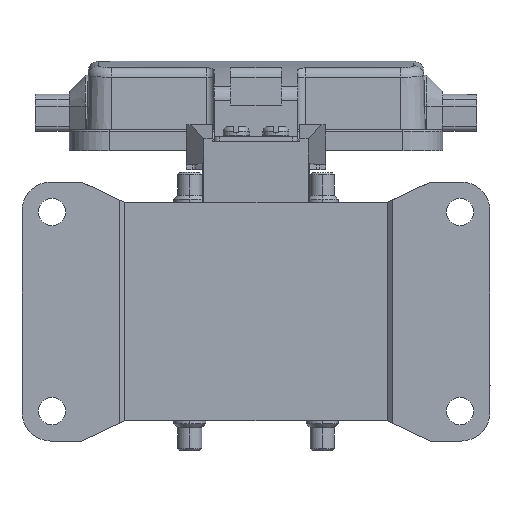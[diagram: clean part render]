
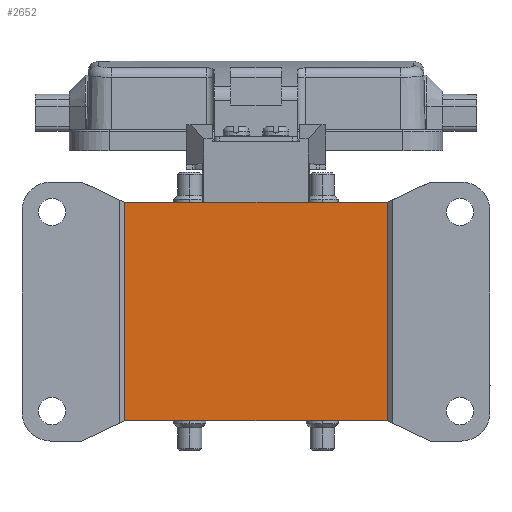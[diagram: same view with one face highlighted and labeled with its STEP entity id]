
A CAD part, front view. The second image highlights one B-rep face of the part: STEP entity #2652.
In plain terms, the highlighted planar face has unit normal (0, -1, 0).
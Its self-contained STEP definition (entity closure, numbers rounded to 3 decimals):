
#1707=FACE_OUTER_BOUND('',#7453,.T.);
#2652=ADVANCED_FACE('',(#1707),#3514,.T.);
#3514=PLANE('',#18283);
#3756=B_SPLINE_CURVE_WITH_KNOTS('',3,(#24150,#24151,#24152,#24153),
 .UNSPECIFIED.,.F.,.F.,(4,4),(0.,1.),.UNSPECIFIED.);
#3874=B_SPLINE_CURVE_WITH_KNOTS('',3,(#26095,#26096,#26097,#26098),
 .UNSPECIFIED.,.F.,.F.,(4,4),(0.,1.),.UNSPECIFIED.);
#3876=B_SPLINE_CURVE_WITH_KNOTS('',3,(#26115,#26116,#26117,#26118),
 .UNSPECIFIED.,.F.,.F.,(4,4),(0.,1.),.UNSPECIFIED.);
#3878=B_SPLINE_CURVE_WITH_KNOTS('',3,(#26129,#26130,#26131,#26132),
 .UNSPECIFIED.,.F.,.F.,(4,4),(0.,1.),.UNSPECIFIED.);
#3880=B_SPLINE_CURVE_WITH_KNOTS('',3,(#26139,#26140,#26141,#26142),
 .UNSPECIFIED.,.F.,.F.,(4,4),(0.,1.),.UNSPECIFIED.);
#3881=B_SPLINE_CURVE_WITH_KNOTS('',3,(#26143,#26144,#26145,#26146),
 .UNSPECIFIED.,.F.,.F.,(4,4),(0.,1.),.UNSPECIFIED.);
#3882=B_SPLINE_CURVE_WITH_KNOTS('',3,(#26148,#26149,#26150,#26151),
 .UNSPECIFIED.,.F.,.F.,(4,4),(0.,1.),.UNSPECIFIED.);
#3883=B_SPLINE_CURVE_WITH_KNOTS('',3,(#26153,#26154,#26155,#26156),
 .UNSPECIFIED.,.F.,.F.,(4,4),(0.,1.),.UNSPECIFIED.);
#7453=EDGE_LOOP('',(#9660,#9661,#9662,#9663,#9664,#9665,#9666,#9667));
#9660=ORIENTED_EDGE('',*,*,#15936,.F.);
#9661=ORIENTED_EDGE('',*,*,#15197,.T.);
#9662=ORIENTED_EDGE('',*,*,#15942,.F.);
#9663=ORIENTED_EDGE('',*,*,#15929,.F.);
#9664=ORIENTED_EDGE('',*,*,#15943,.F.);
#9665=ORIENTED_EDGE('',*,*,#15944,.F.);
#9666=ORIENTED_EDGE('',*,*,#15945,.F.);
#9667=ORIENTED_EDGE('',*,*,#15940,.F.);
#13492=VERTEX_POINT('',#24149);
#13493=VERTEX_POINT('',#24154);
#13971=VERTEX_POINT('',#26094);
#13972=VERTEX_POINT('',#26099);
#13977=VERTEX_POINT('',#26119);
#13980=VERTEX_POINT('',#26133);
#13981=VERTEX_POINT('',#26147);
#13982=VERTEX_POINT('',#26152);
#15197=EDGE_CURVE('',#13493,#13492,#3756,.T.);
#15929=EDGE_CURVE('',#13971,#13972,#3874,.T.);
#15936=EDGE_CURVE('',#13493,#13977,#3876,.T.);
#15940=EDGE_CURVE('',#13977,#13980,#3878,.T.);
#15942=EDGE_CURVE('',#13972,#13492,#3880,.T.);
#15943=EDGE_CURVE('',#13981,#13971,#3881,.T.);
#15944=EDGE_CURVE('',#13982,#13981,#3882,.T.);
#15945=EDGE_CURVE('',#13980,#13982,#3883,.T.);
#18283=AXIS2_PLACEMENT_3D('',#26157,#20854,#20855);
#20854=DIRECTION('',(0.,-1.,0.));
#20855=DIRECTION('',(-1.,0.,0.));
#24149=CARTESIAN_POINT('',(-0.65,50.375,62.434));
#24150=CARTESIAN_POINT('',(52.055,50.375,62.434));
#24151=CARTESIAN_POINT('',(34.487,50.375,62.434));
#24152=CARTESIAN_POINT('',(16.918,50.375,62.434));
#24153=CARTESIAN_POINT('',(-0.65,50.375,62.434));
#24154=CARTESIAN_POINT('',(52.055,50.375,62.434));
#26094=CARTESIAN_POINT('',(-0.668,50.375,18.594));
#26095=CARTESIAN_POINT('',(-0.668,50.376,18.594));
#26096=CARTESIAN_POINT('',(-0.668,50.376,33.21));
#26097=CARTESIAN_POINT('',(-0.668,50.376,47.826));
#26098=CARTESIAN_POINT('',(-0.668,50.376,62.441));
#26099=CARTESIAN_POINT('',(-0.668,50.375,62.441));
#26115=CARTESIAN_POINT('',(52.055,50.375,62.434));
#26116=CARTESIAN_POINT('',(52.061,50.375,62.436));
#26117=CARTESIAN_POINT('',(52.066,50.375,62.439));
#26118=CARTESIAN_POINT('',(52.072,50.375,62.442));
#26119=CARTESIAN_POINT('',(52.073,50.375,62.44));
#26129=CARTESIAN_POINT('',(52.073,50.376,62.44));
#26130=CARTESIAN_POINT('',(52.073,50.376,47.825));
#26131=CARTESIAN_POINT('',(52.073,50.376,33.209));
#26132=CARTESIAN_POINT('',(52.073,50.376,18.593));
#26133=CARTESIAN_POINT('',(52.073,50.375,18.593));
#26139=CARTESIAN_POINT('',(-0.667,50.375,62.442));
#26140=CARTESIAN_POINT('',(-0.662,50.375,62.439));
#26141=CARTESIAN_POINT('',(-0.656,50.375,62.436));
#26142=CARTESIAN_POINT('',(-0.65,50.375,62.434));
#26143=CARTESIAN_POINT('',(-0.65,50.375,18.601));
#26144=CARTESIAN_POINT('',(-0.656,50.375,18.598));
#26145=CARTESIAN_POINT('',(-0.661,50.375,18.596));
#26146=CARTESIAN_POINT('',(-0.667,50.375,18.593));
#26147=CARTESIAN_POINT('',(-0.65,50.375,18.6));
#26148=CARTESIAN_POINT('',(52.055,50.375,18.601));
#26149=CARTESIAN_POINT('',(34.487,50.375,18.601));
#26150=CARTESIAN_POINT('',(16.918,50.375,18.601));
#26151=CARTESIAN_POINT('',(-0.65,50.375,18.601));
#26152=CARTESIAN_POINT('',(52.055,50.375,18.601));
#26153=CARTESIAN_POINT('',(52.073,50.375,18.593));
#26154=CARTESIAN_POINT('',(52.067,50.375,18.595));
#26155=CARTESIAN_POINT('',(52.061,50.375,18.598));
#26156=CARTESIAN_POINT('',(52.055,50.375,18.601));
#26157=CARTESIAN_POINT('',(25.703,50.375,40.517));
